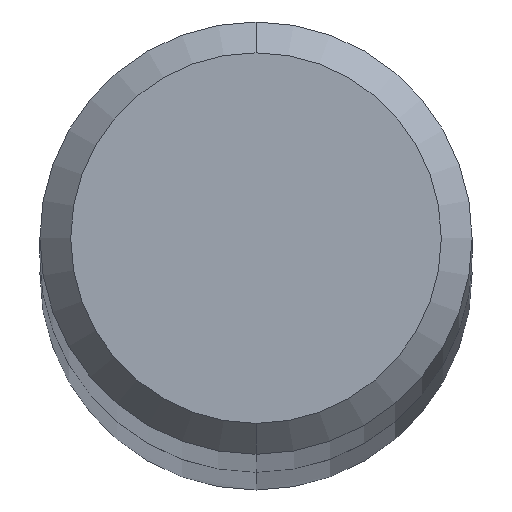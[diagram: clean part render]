
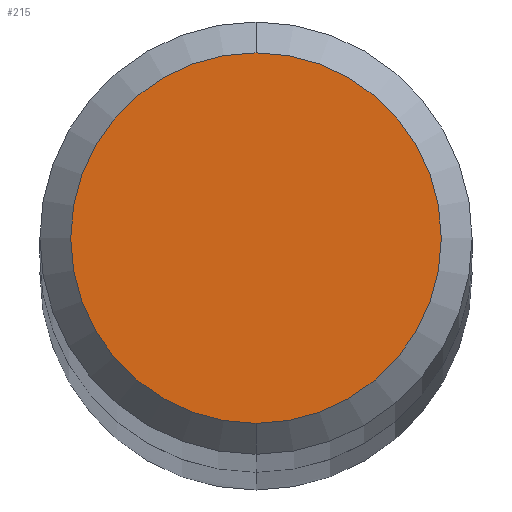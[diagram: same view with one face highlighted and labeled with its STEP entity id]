
A CAD part, top view. The second image highlights one B-rep face of the part: STEP entity #215.
In plain terms, the highlighted planar face has unit normal (0, 0, 1).
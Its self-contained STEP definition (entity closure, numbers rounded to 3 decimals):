
#215=ADVANCED_FACE('',(#481),#482,.T.);
#241=VERTEX_POINT('',#508);
#273=EDGE_CURVE('',#241,#279,#544,.T.);
#279=VERTEX_POINT('',#550);
#291=EDGE_CURVE('',#279,#241,#564,.T.);
#481=FACE_OUTER_BOUND('',#872,.T.);
#482=PLANE('',#873);
#508=CARTESIAN_POINT('',(0.0,1.8,98.0));
#544=CIRCLE('',#962,1.8);
#550=CARTESIAN_POINT('',(0.,-1.8,98.0));
#564=CIRCLE('',#1024,1.8);
#872=EDGE_LOOP('',(#1372,#1373));
#873=AXIS2_PLACEMENT_3D('',#1374,#1375,#1376);
#962=AXIS2_PLACEMENT_3D('',#1431,#1432,#1433);
#1024=AXIS2_PLACEMENT_3D('',#1453,#1454,#1455);
#1372=ORIENTED_EDGE('',*,*,#273,.F.);
#1373=ORIENTED_EDGE('',*,*,#291,.F.);
#1374=CARTESIAN_POINT('',(0.0,0.9,98.0));
#1375=DIRECTION('',(-0.0,0.0,1.0));
#1376=DIRECTION('',(0.0,-1.0,0.0));
#1431=CARTESIAN_POINT('',(0.0,0.0,98.0));
#1432=DIRECTION('',(0.0,0.0,-1.0));
#1433=DIRECTION('',(0.0,1.0,0.0));
#1453=CARTESIAN_POINT('',(0.0,0.0,98.0));
#1454=DIRECTION('',(0.0,0.0,-1.0));
#1455=DIRECTION('',(0.0,1.0,0.0));
